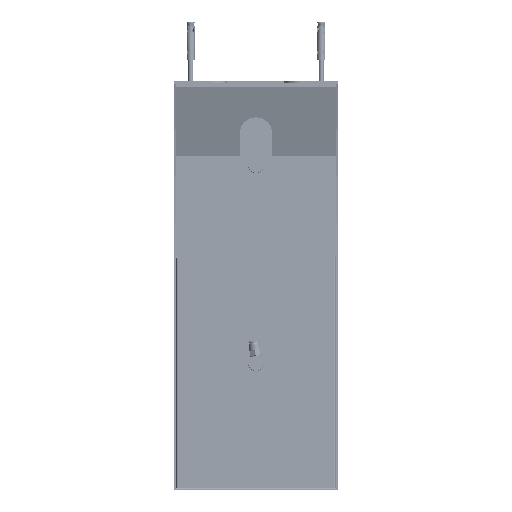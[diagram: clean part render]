
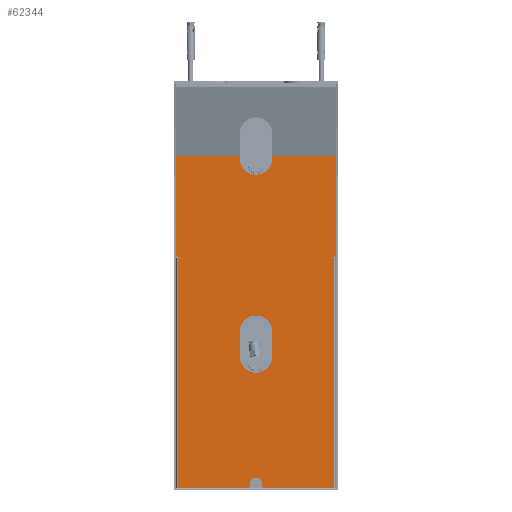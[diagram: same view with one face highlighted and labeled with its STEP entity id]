
A CAD part, top view. The second image highlights one B-rep face of the part: STEP entity #62344.
In plain terms, the highlighted planar face has unit normal (0, 0, 1).
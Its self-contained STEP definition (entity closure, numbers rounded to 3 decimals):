
#62085=CARTESIAN_POINT('',(-61.152,-82.494,163.444));
#62086=DIRECTION('',(0.,-0.,-1.));
#62087=DIRECTION('',(0.,1.,0.));
#62088=AXIS2_PLACEMENT_3D('',#62085,#62086,#62087);
#62089=PLANE('',#62088);
#62090=CARTESIAN_POINT('',(56.35,-124.794,163.444));
#62091=VERTEX_POINT('',#62090);
#62092=CARTESIAN_POINT('',(36.35,-144.794,163.444));
#62093=VERTEX_POINT('',#62092);
#62094=CARTESIAN_POINT('',(36.35,-124.794,163.444));
#62095=DIRECTION('',(0.,-0.,-1.));
#62096=DIRECTION('',(1.,-0.,0.));
#62097=AXIS2_PLACEMENT_3D('',#62094,#62095,#62096);
#62098=CIRCLE('',#62097,20.);
#62099=EDGE_CURVE('',#62091,#62093,#62098,.T.);
#62100=ORIENTED_EDGE('',*,*,#62099,.T.);
#62101=CARTESIAN_POINT('',(16.35,-124.794,163.444));
#62102=VERTEX_POINT('',#62101);
#62103=CARTESIAN_POINT('',(36.35,-124.794,163.444));
#62104=DIRECTION('',(0.,-0.,-1.));
#62105=DIRECTION('',(1.,-0.,0.));
#62106=AXIS2_PLACEMENT_3D('',#62103,#62104,#62105);
#62107=CIRCLE('',#62106,20.);
#62108=EDGE_CURVE('',#62093,#62102,#62107,.T.);
#62109=ORIENTED_EDGE('',*,*,#62108,.T.);
#62110=CARTESIAN_POINT('',(16.35,-94.794,163.444));
#62111=VERTEX_POINT('',#62110);
#62112=CARTESIAN_POINT('',(16.35,-124.794,163.444));
#62113=DIRECTION('',(0.,1.,0.));
#62114=VECTOR('',#62113,30.);
#62115=LINE('',#62112,#62114);
#62116=EDGE_CURVE('',#62102,#62111,#62115,.T.);
#62117=ORIENTED_EDGE('',*,*,#62116,.T.);
#62118=CARTESIAN_POINT('',(56.35,-94.794,163.444));
#62119=VERTEX_POINT('',#62118);
#62120=CARTESIAN_POINT('',(36.35,-94.794,163.444));
#62121=DIRECTION('',(0.,-0.,-1.));
#62122=DIRECTION('',(1.,-0.,0.));
#62123=AXIS2_PLACEMENT_3D('',#62120,#62121,#62122);
#62124=CIRCLE('',#62123,20.);
#62125=EDGE_CURVE('',#62111,#62119,#62124,.T.);
#62126=ORIENTED_EDGE('',*,*,#62125,.T.);
#62127=CARTESIAN_POINT('',(56.35,-94.794,163.444));
#62128=DIRECTION('',(-0.,-1.,-0.));
#62129=VECTOR('',#62128,30.);
#62130=LINE('',#62127,#62129);
#62131=EDGE_CURVE('',#62119,#62091,#62130,.T.);
#62132=ORIENTED_EDGE('',*,*,#62131,.T.);
#62133=EDGE_LOOP('',(#62100,#62109,#62117,#62126,#62132));
#62134=FACE_BOUND('',#62133,.T.);
#62135=CARTESIAN_POINT('',(56.35,117.601,163.444));
#62136=VERTEX_POINT('',#62135);
#62137=CARTESIAN_POINT('',(36.35,97.601,163.444));
#62138=VERTEX_POINT('',#62137);
#62139=CARTESIAN_POINT('',(36.35,117.601,163.444));
#62140=DIRECTION('',(0.,-0.,-1.));
#62141=DIRECTION('',(1.,-0.,0.));
#62142=AXIS2_PLACEMENT_3D('',#62139,#62140,#62141);
#62143=CIRCLE('',#62142,20.);
#62144=EDGE_CURVE('',#62136,#62138,#62143,.T.);
#62145=ORIENTED_EDGE('',*,*,#62144,.T.);
#62146=CARTESIAN_POINT('',(16.35,117.601,163.444));
#62147=VERTEX_POINT('',#62146);
#62148=CARTESIAN_POINT('',(36.35,117.601,163.444));
#62149=DIRECTION('',(0.,-0.,-1.));
#62150=DIRECTION('',(1.,-0.,0.));
#62151=AXIS2_PLACEMENT_3D('',#62148,#62149,#62150);
#62152=CIRCLE('',#62151,20.);
#62153=EDGE_CURVE('',#62138,#62147,#62152,.T.);
#62154=ORIENTED_EDGE('',*,*,#62153,.T.);
#62155=CARTESIAN_POINT('',(16.35,120.641,163.444));
#62156=VERTEX_POINT('',#62155);
#62157=CARTESIAN_POINT('',(16.35,117.601,163.444));
#62158=DIRECTION('',(0.,1.,0.));
#62159=VECTOR('',#62158,3.04);
#62160=LINE('',#62157,#62159);
#62161=EDGE_CURVE('',#62147,#62156,#62160,.T.);
#62162=ORIENTED_EDGE('',*,*,#62161,.T.);
#62163=CARTESIAN_POINT('',(-61.15,120.641,163.444));
#62164=VERTEX_POINT('',#62163);
#62165=CARTESIAN_POINT('',(-61.15,120.641,163.444));
#62166=DIRECTION('',(1.,-0.,0.));
#62167=VECTOR('',#62166,77.5);
#62168=LINE('',#62165,#62167);
#62169=EDGE_CURVE('',#62164,#62156,#62168,.T.);
#62170=ORIENTED_EDGE('',*,*,#62169,.F.);
#62171=CARTESIAN_POINT('',(-61.15,-1.794,163.444));
#62172=VERTEX_POINT('',#62171);
#62173=CARTESIAN_POINT('',(-61.15,120.641,163.444));
#62174=DIRECTION('',(-0.,-1.,-0.));
#62175=VECTOR('',#62174,122.435);
#62176=LINE('',#62173,#62175);
#62177=EDGE_CURVE('',#62164,#62172,#62176,.T.);
#62178=ORIENTED_EDGE('',*,*,#62177,.T.);
#62179=CARTESIAN_POINT('',(-60.15,-2.794,163.444));
#62180=VERTEX_POINT('',#62179);
#62181=CARTESIAN_POINT('',(-60.15,-1.794,163.444));
#62182=DIRECTION('',(-0.,0.,1.));
#62183=DIRECTION('',(1.,-0.,0.));
#62184=AXIS2_PLACEMENT_3D('',#62181,#62182,#62183);
#62185=CIRCLE('',#62184,1.);
#62186=EDGE_CURVE('',#62172,#62180,#62185,.T.);
#62187=ORIENTED_EDGE('',*,*,#62186,.T.);
#62188=CARTESIAN_POINT('',(-56.15,-2.794,163.444));
#62189=VERTEX_POINT('',#62188);
#62190=CARTESIAN_POINT('',(-60.15,-2.794,163.444));
#62191=DIRECTION('',(1.,-0.,0.));
#62192=VECTOR('',#62191,4.);
#62193=LINE('',#62190,#62192);
#62194=EDGE_CURVE('',#62180,#62189,#62193,.T.);
#62195=ORIENTED_EDGE('',*,*,#62194,.T.);
#62196=CARTESIAN_POINT('',(-56.15,-3.794,163.444));
#62197=VERTEX_POINT('',#62196);
#62198=CARTESIAN_POINT('',(-56.15,-2.794,163.444));
#62199=DIRECTION('',(-0.,-1.,-0.));
#62200=VECTOR('',#62199,1.);
#62201=LINE('',#62198,#62200);
#62202=EDGE_CURVE('',#62189,#62197,#62201,.T.);
#62203=ORIENTED_EDGE('',*,*,#62202,.T.);
#62204=CARTESIAN_POINT('',(-59.15,-3.794,163.444));
#62205=VERTEX_POINT('',#62204);
#62206=CARTESIAN_POINT('',(-56.15,-3.794,163.444));
#62207=DIRECTION('',(-1.,0.,-0.));
#62208=VECTOR('',#62207,3.);
#62209=LINE('',#62206,#62208);
#62210=EDGE_CURVE('',#62197,#62205,#62209,.T.);
#62211=ORIENTED_EDGE('',*,*,#62210,.T.);
#62212=CARTESIAN_POINT('',(-59.15,-285.794,163.444));
#62213=VERTEX_POINT('',#62212);
#62214=CARTESIAN_POINT('',(-59.15,-3.794,163.444));
#62215=DIRECTION('',(-0.,-1.,-0.));
#62216=VECTOR('',#62215,282.);
#62217=LINE('',#62214,#62216);
#62218=EDGE_CURVE('',#62205,#62213,#62217,.T.);
#62219=ORIENTED_EDGE('',*,*,#62218,.T.);
#62220=CARTESIAN_POINT('',(26.85,-285.794,163.444));
#62221=VERTEX_POINT('',#62220);
#62222=CARTESIAN_POINT('',(-59.15,-285.794,163.444));
#62223=DIRECTION('',(1.,-0.,0.));
#62224=VECTOR('',#62223,86.);
#62225=LINE('',#62222,#62224);
#62226=EDGE_CURVE('',#62213,#62221,#62225,.T.);
#62227=ORIENTED_EDGE('',*,*,#62226,.T.);
#62228=CARTESIAN_POINT('',(28.85,-283.794,163.444));
#62229=VERTEX_POINT('',#62228);
#62230=CARTESIAN_POINT('',(26.85,-283.794,163.444));
#62231=DIRECTION('',(-0.,0.,1.));
#62232=DIRECTION('',(1.,-0.,0.));
#62233=AXIS2_PLACEMENT_3D('',#62230,#62231,#62232);
#62234=CIRCLE('',#62233,2.);
#62235=EDGE_CURVE('',#62221,#62229,#62234,.T.);
#62236=ORIENTED_EDGE('',*,*,#62235,.T.);
#62237=CARTESIAN_POINT('',(28.85,-280.794,163.444));
#62238=VERTEX_POINT('',#62237);
#62239=CARTESIAN_POINT('',(28.85,-283.794,163.444));
#62240=DIRECTION('',(0.,1.,0.));
#62241=VECTOR('',#62240,3.);
#62242=LINE('',#62239,#62241);
#62243=EDGE_CURVE('',#62229,#62238,#62242,.T.);
#62244=ORIENTED_EDGE('',*,*,#62243,.T.);
#62245=CARTESIAN_POINT('',(43.85,-280.794,163.444));
#62246=VERTEX_POINT('',#62245);
#62247=CARTESIAN_POINT('',(36.35,-280.794,163.444));
#62248=DIRECTION('',(0.,-0.,-1.));
#62249=DIRECTION('',(1.,-0.,0.));
#62250=AXIS2_PLACEMENT_3D('',#62247,#62248,#62249);
#62251=CIRCLE('',#62250,7.5);
#62252=EDGE_CURVE('',#62238,#62246,#62251,.T.);
#62253=ORIENTED_EDGE('',*,*,#62252,.T.);
#62254=CARTESIAN_POINT('',(43.85,-283.794,163.444));
#62255=VERTEX_POINT('',#62254);
#62256=CARTESIAN_POINT('',(43.85,-280.794,163.444));
#62257=DIRECTION('',(-0.,-1.,-0.));
#62258=VECTOR('',#62257,3.);
#62259=LINE('',#62256,#62258);
#62260=EDGE_CURVE('',#62246,#62255,#62259,.T.);
#62261=ORIENTED_EDGE('',*,*,#62260,.T.);
#62262=CARTESIAN_POINT('',(45.85,-285.794,163.444));
#62263=VERTEX_POINT('',#62262);
#62264=CARTESIAN_POINT('',(45.85,-283.794,163.444));
#62265=DIRECTION('',(-0.,0.,1.));
#62266=DIRECTION('',(1.,-0.,0.));
#62267=AXIS2_PLACEMENT_3D('',#62264,#62265,#62266);
#62268=CIRCLE('',#62267,2.);
#62269=EDGE_CURVE('',#62255,#62263,#62268,.T.);
#62270=ORIENTED_EDGE('',*,*,#62269,.T.);
#62271=CARTESIAN_POINT('',(131.85,-285.794,163.444));
#62272=VERTEX_POINT('',#62271);
#62273=CARTESIAN_POINT('',(45.85,-285.794,163.444));
#62274=DIRECTION('',(1.,-0.,0.));
#62275=VECTOR('',#62274,86.);
#62276=LINE('',#62273,#62275);
#62277=EDGE_CURVE('',#62263,#62272,#62276,.T.);
#62278=ORIENTED_EDGE('',*,*,#62277,.T.);
#62279=CARTESIAN_POINT('',(131.85,-3.794,163.444));
#62280=VERTEX_POINT('',#62279);
#62281=CARTESIAN_POINT('',(131.85,-285.794,163.444));
#62282=DIRECTION('',(0.,1.,0.));
#62283=VECTOR('',#62282,282.);
#62284=LINE('',#62281,#62283);
#62285=EDGE_CURVE('',#62272,#62280,#62284,.T.);
#62286=ORIENTED_EDGE('',*,*,#62285,.T.);
#62287=CARTESIAN_POINT('',(128.85,-3.794,163.444));
#62288=VERTEX_POINT('',#62287);
#62289=CARTESIAN_POINT('',(131.85,-3.794,163.444));
#62290=DIRECTION('',(-1.,0.,-0.));
#62291=VECTOR('',#62290,3.);
#62292=LINE('',#62289,#62291);
#62293=EDGE_CURVE('',#62280,#62288,#62292,.T.);
#62294=ORIENTED_EDGE('',*,*,#62293,.T.);
#62295=CARTESIAN_POINT('',(128.85,-2.794,163.444));
#62296=VERTEX_POINT('',#62295);
#62297=CARTESIAN_POINT('',(128.85,-3.794,163.444));
#62298=DIRECTION('',(0.,1.,0.));
#62299=VECTOR('',#62298,1.);
#62300=LINE('',#62297,#62299);
#62301=EDGE_CURVE('',#62288,#62296,#62300,.T.);
#62302=ORIENTED_EDGE('',*,*,#62301,.T.);
#62303=CARTESIAN_POINT('',(132.85,-2.794,163.444));
#62304=VERTEX_POINT('',#62303);
#62305=CARTESIAN_POINT('',(128.85,-2.794,163.444));
#62306=DIRECTION('',(1.,-0.,0.));
#62307=VECTOR('',#62306,4.);
#62308=LINE('',#62305,#62307);
#62309=EDGE_CURVE('',#62296,#62304,#62308,.T.);
#62310=ORIENTED_EDGE('',*,*,#62309,.T.);
#62311=CARTESIAN_POINT('',(133.85,-1.794,163.444));
#62312=VERTEX_POINT('',#62311);
#62313=CARTESIAN_POINT('',(132.85,-1.794,163.444));
#62314=DIRECTION('',(-0.,0.,1.));
#62315=DIRECTION('',(1.,-0.,0.));
#62316=AXIS2_PLACEMENT_3D('',#62313,#62314,#62315);
#62317=CIRCLE('',#62316,1.);
#62318=EDGE_CURVE('',#62304,#62312,#62317,.T.);
#62319=ORIENTED_EDGE('',*,*,#62318,.T.);
#62320=CARTESIAN_POINT('',(133.85,120.641,163.444));
#62321=VERTEX_POINT('',#62320);
#62322=CARTESIAN_POINT('',(133.85,-1.794,163.444));
#62323=DIRECTION('',(0.,1.,0.));
#62324=VECTOR('',#62323,122.435);
#62325=LINE('',#62322,#62324);
#62326=EDGE_CURVE('',#62312,#62321,#62325,.T.);
#62327=ORIENTED_EDGE('',*,*,#62326,.T.);
#62328=CARTESIAN_POINT('',(56.35,120.641,163.444));
#62329=VERTEX_POINT('',#62328);
#62330=CARTESIAN_POINT('',(56.35,120.641,163.444));
#62331=DIRECTION('',(1.,-0.,0.));
#62332=VECTOR('',#62331,77.5);
#62333=LINE('',#62330,#62332);
#62334=EDGE_CURVE('',#62329,#62321,#62333,.T.);
#62335=ORIENTED_EDGE('',*,*,#62334,.F.);
#62336=CARTESIAN_POINT('',(56.35,120.641,163.444));
#62337=DIRECTION('',(-0.,-1.,-0.));
#62338=VECTOR('',#62337,3.04);
#62339=LINE('',#62336,#62338);
#62340=EDGE_CURVE('',#62329,#62136,#62339,.T.);
#62341=ORIENTED_EDGE('',*,*,#62340,.T.);
#62342=EDGE_LOOP('',(#62145,#62154,#62162,#62170,#62178,#62187,#62195,#62203,#62211,#62219,#62227,#62236,#62244,#62253,#62261,#62270,#62278,#62286,#62294,#62302,#62310,#62319,#62327,#62335,#62341));
#62343=FACE_BOUND('',#62342,.T.);
#62344=ADVANCED_FACE('',(#62134,#62343),#62089,.F.);
